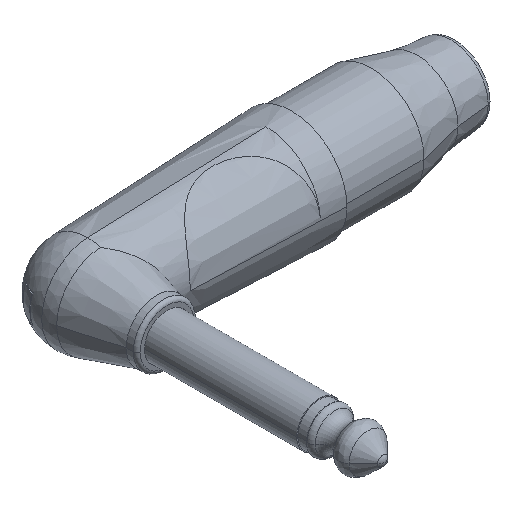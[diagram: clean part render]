
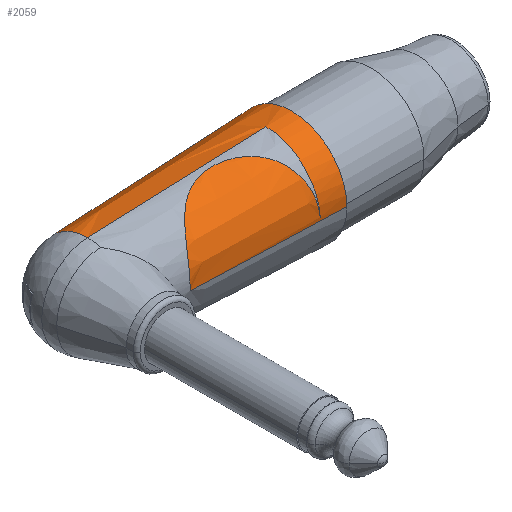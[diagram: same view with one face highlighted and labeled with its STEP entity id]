
A CAD part, isometric view. The second image highlights one B-rep face of the part: STEP entity #2059.
In plain terms, the highlighted conical face has half-angle 2.165 degrees and reference radius 7.291 mm.
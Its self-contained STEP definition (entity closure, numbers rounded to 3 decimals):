
#430=CARTESIAN_POINT('',(-0.255,1.1,0.));
#431=DIRECTION('',(1.,0.,0.));
#432=DIRECTION('',(0.,0.,-1.));
#433=AXIS2_PLACEMENT_3D('',#430,#431,#432);
#435=CARTESIAN_POINT('',(25.,1.1,0.));
#436=DIRECTION('',(1.,0.,0.));
#437=DIRECTION('',(0.,0.,-1.));
#438=AXIS2_PLACEMENT_3D('',#435,#436,#437);
#440=DIRECTION('',(0.999,0.038,0.));
#441=VECTOR('',#440,3.629);
#442=CARTESIAN_POINT('',(25.,8.8,0.));
#443=LINE('',#442,#441);
#444=DIRECTION('',(0.999,-0.038,0.));
#445=VECTOR('',#444,21.402);
#446=CARTESIAN_POINT('',(7.239,-5.929,0.));
#447=LINE('',#446,#445);
#448=CARTESIAN_POINT('',(21.459,-1.515,7.1));
#449=CARTESIAN_POINT('',(21.136,-1.242,7.187));
#450=CARTESIAN_POINT('',(20.45,-0.742,7.31));
#451=CARTESIAN_POINT('',(19.308,-0.144,7.386));
#452=CARTESIAN_POINT('',(18.052,0.263,7.392));
#453=CARTESIAN_POINT('',(16.684,0.443,7.356));
#454=CARTESIAN_POINT('',(15.258,0.36,7.295));
#455=CARTESIAN_POINT('',(13.86,0.019,7.203));
#456=CARTESIAN_POINT('',(12.533,-0.546,7.05));
#457=CARTESIAN_POINT('',(11.304,-1.297,6.79));
#458=CARTESIAN_POINT('',(10.228,-2.159,6.381));
#459=CARTESIAN_POINT('',(9.343,-3.036,5.814));
#460=CARTESIAN_POINT('',(8.639,-3.861,5.093));
#461=CARTESIAN_POINT('',(8.107,-4.571,4.257));
#462=CARTESIAN_POINT('',(7.705,-5.166,3.289));
#463=CARTESIAN_POINT('',(7.434,-5.599,2.25));
#464=CARTESIAN_POINT('',(7.274,-5.869,1.133));
#465=CARTESIAN_POINT('',(7.239,-5.928,0.377));
#466=CARTESIAN_POINT('',(7.239,-5.929,0.));
#468=DIRECTION('',(0.999,0.,-0.038));
#469=VECTOR('',#468,25.273);
#470=CARTESIAN_POINT('',(-0.255,1.1,-6.745));
#471=LINE('',#470,#469);
#472=DIRECTION('',(0.999,0.,0.038));
#473=VECTOR('',#472,25.273);
#474=CARTESIAN_POINT('',(-0.255,1.1,6.745));
#475=LINE('',#474,#473);
#476=CARTESIAN_POINT('',(25.,1.1,0.));
#477=DIRECTION('',(-1.,0.,0.));
#478=DIRECTION('',(0.,-0.998,0.061));
#479=AXIS2_PLACEMENT_3D('',#476,#477,#478);
#481=CARTESIAN_POINT('',(25.,-6.586,0.468));
#482=CARTESIAN_POINT('',(24.991,-6.563,0.84));
#483=CARTESIAN_POINT('',(24.947,-6.462,1.578));
#484=CARTESIAN_POINT('',(24.809,-6.15,2.65));
#485=CARTESIAN_POINT('',(24.596,-5.696,3.642));
#486=CARTESIAN_POINT('',(24.394,-5.304,4.249));
#487=CARTESIAN_POINT('',(24.278,-5.089,4.535));
#489=CARTESIAN_POINT('',(24.278,-5.089,4.535));
#490=CARTESIAN_POINT('',(24.146,-4.84,4.866));
#491=CARTESIAN_POINT('',(23.83,-4.297,5.474));
#492=CARTESIAN_POINT('',(23.21,-3.371,6.222));
#493=CARTESIAN_POINT('',(22.423,-2.405,6.773));
#494=CARTESIAN_POINT('',(21.798,-1.803,7.007));
#495=CARTESIAN_POINT('',(21.459,-1.515,7.1));
#497=CARTESIAN_POINT('',(28.626,1.1,0.));
#498=DIRECTION('',(1.,0.,0.));
#499=DIRECTION('',(0.,1.,0.));
#500=AXIS2_PLACEMENT_3D('',#497,#498,#499);
#1387=CARTESIAN_POINT('',(-0.255,1.1,-6.745));
#1389=VERTEX_POINT('',#1387);
#1390=CARTESIAN_POINT('',(-0.255,1.1,6.745));
#1391=VERTEX_POINT('',#1390);
#1436=CARTESIAN_POINT('',(28.626,8.937,0.));
#1437=CARTESIAN_POINT('',(28.626,-6.737,0.));
#1438=VERTEX_POINT('',#1436);
#1439=VERTEX_POINT('',#1437);
#1472=CARTESIAN_POINT('',(25.,1.1,-7.7));
#1473=CARTESIAN_POINT('',(25.,8.8,0.));
#1474=VERTEX_POINT('',#1472);
#1475=VERTEX_POINT('',#1473);
#1476=CARTESIAN_POINT('',(25.,-6.586,0.468));
#1477=CARTESIAN_POINT('',(25.,1.1,7.7));
#1478=VERTEX_POINT('',#1476);
#1479=VERTEX_POINT('',#1477);
#1482=VERTEX_POINT('',#487);
#1483=VERTEX_POINT('',#495);
#1484=VERTEX_POINT('',#466);
#2031=CARTESIAN_POINT('',(14.186,1.1,0.));
#2032=DIRECTION('',(1.,0.,0.));
#2033=DIRECTION('',(0.,0.,1.));
#2034=AXIS2_PLACEMENT_3D('',#2031,#2032,#2033);
#2035=CONICAL_SURFACE('',#2034,7.291,2.165);
#2037=ORIENTED_EDGE('',*,*,#2036,.T.);
#2039=ORIENTED_EDGE('',*,*,#2038,.F.);
#2040=ORIENTED_EDGE('',*,*,#2016,.F.);
#2042=ORIENTED_EDGE('',*,*,#2041,.T.);
#2044=ORIENTED_EDGE('',*,*,#2043,.T.);
#2046=ORIENTED_EDGE('',*,*,#2045,.T.);
#2048=ORIENTED_EDGE('',*,*,#2047,.T.);
#2050=ORIENTED_EDGE('',*,*,#2049,.F.);
#2052=ORIENTED_EDGE('',*,*,#2051,.F.);
#2054=ORIENTED_EDGE('',*,*,#2053,.F.);
#2056=ORIENTED_EDGE('',*,*,#2055,.F.);
#2057=EDGE_LOOP('',(#2037,#2039,#2040,#2042,#2044,#2046,#2048,#2050,#2052,#2054,
#2056));
#2058=FACE_OUTER_BOUND('',#2057,.F.);
#434=CIRCLE('',#433,6.745);
#439=CIRCLE('',#438,7.7);
#467=B_SPLINE_CURVE_WITH_KNOTS('',3,(#448,#449,#450,#451,#452,#453,#454,#455,
#456,#457,#458,#459,#460,#461,#462,#463,#464,#465,#466),.UNSPECIFIED.,.F.,.F.,
(4,1,1,1,1,1,1,1,1,1,1,1,1,1,1,1,4),(0.,0.063,0.125,0.188,0.25,
0.313,0.375,0.438,0.5,0.563,0.625,0.688,0.75,0.813,
0.875,0.938,1.),.UNSPECIFIED.);
#480=CIRCLE('',#479,7.7);
#488=B_SPLINE_CURVE_WITH_KNOTS('',3,(#481,#482,#483,#484,#485,#486,#487),
.UNSPECIFIED.,.F.,.F.,(4,1,1,1,4),(0.,0.25,0.5,0.75,1.),
.UNSPECIFIED.);
#496=B_SPLINE_CURVE_WITH_KNOTS('',3,(#489,#490,#491,#492,#493,#494,#495),
.UNSPECIFIED.,.F.,.F.,(4,1,1,1,4),(0.,0.25,0.5,0.75,1.),
.UNSPECIFIED.);
#501=CIRCLE('',#500,7.837);
#2016=EDGE_CURVE('',#1389,#1391,#434,.T.);
#2036=EDGE_CURVE('',#1478,#1479,#480,.T.);
#2038=EDGE_CURVE('',#1391,#1479,#475,.T.);
#2041=EDGE_CURVE('',#1389,#1474,#471,.T.);
#2043=EDGE_CURVE('',#1474,#1475,#439,.T.);
#2045=EDGE_CURVE('',#1475,#1438,#443,.T.);
#2047=EDGE_CURVE('',#1438,#1439,#501,.T.);
#2049=EDGE_CURVE('',#1484,#1439,#447,.T.);
#2051=EDGE_CURVE('',#1483,#1484,#467,.T.);
#2053=EDGE_CURVE('',#1482,#1483,#496,.T.);
#2055=EDGE_CURVE('',#1478,#1482,#488,.T.);
#2059=ADVANCED_FACE('',(#2058),#2035,.T.);
